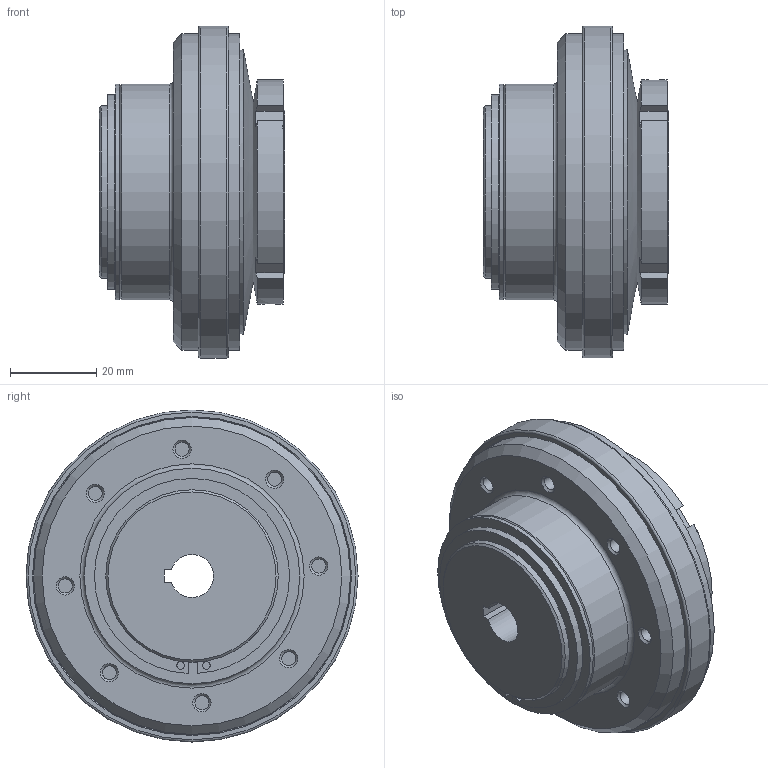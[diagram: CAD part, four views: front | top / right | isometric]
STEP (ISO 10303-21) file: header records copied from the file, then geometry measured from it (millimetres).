
FILE_DESCRIPTION(/* description */ ('Unknown','CAx-IF Rec.Pracs.---Representation and Presentation of Product Manufacturing Information (PMI)---4.0---2014-10-13','CAx-IF Rec.Pracs.---3D Tessellated Geometry---0.4---2014-09-14','2;1'),/* implementation_level */ '2;1');
FILE_NAME(/* name */ 'SKR - N 40',/* time_stamp */ '2023-03-24T11:19:18+01:00',/* author */ ('Unknown'),/* organization */ ('Unknown'),/* preprocessor_version */ 'ST-DEVELOPER v18.102',/* originating_system */ 'Solid Edge',/* authorisation */ 'Unknown');
FILE_SCHEMA (('AP242_MANAGED_MODEL_BASED_3D_ENGINEERING_MIM_LF { 1 0 10303 442 1 1 4 }'));
Length unit declared in the file: millimetre
Products named in the file (12): 00524440; KT102053; 27924431_oa_0; 20424602; 20423996; kt103855; 20823999; 20913344; 20613343; KT100050; Text SKR - Logo Serie N40; KT101121
Assembly tree (11 placements, depth 3):
  00524440
    KT102053
    27924431_oa_0
    20424602
      20423996
      kt103855
    20823999
    20913344
    20613343
    KT100050
    Text SKR - Logo Serie N40
    KT101121
Bounding box: 43.05 x 77 x 77 mm (x, y, z)
Volume: 111218.2 mm3; surface area: 52658.4 mm2
Topology: 46 solids, 46 shells, 534 faces, 1327 edges, 882 vertices
Faces by surface type: plane 355, cylinder 77, cone 40, bspline 33, torus 29
Full cylindrical faces by diameter (mm): 1.778 x2, 3.075 x2, 3.242 x8, 3.3 x2, 3.382 x2, 4 x1, 6 x13, 30.077 x1, 30.687 x1, 37.8 x1, 39 x1, 40 x3, 40.1 x2, 40.2 x1, 40.3 x1, 44 x2, 50 x2, 52 x2, 56 x1, 73.5 x2, 74 x2, 77 x1
Entity records: 17050 total; most frequent: CARTESIAN_POINT 5096, ORIENTED_EDGE 2298, DIRECTION 2046, EDGE_CURVE 1149, VERTEX_POINT 834, AXIS2_PLACEMENT_3D 776, FACE_BOUND 753, EDGE_LOOP 738
